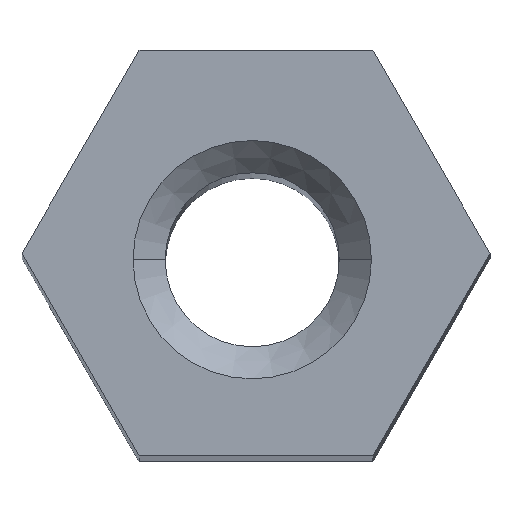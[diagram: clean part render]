
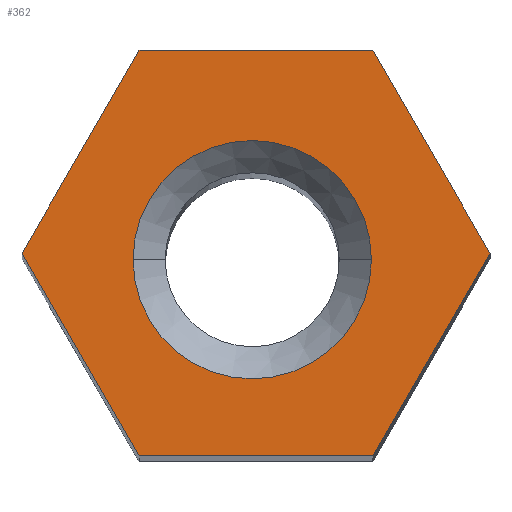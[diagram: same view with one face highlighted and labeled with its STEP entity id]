
A CAD part, top view. The second image highlights one B-rep face of the part: STEP entity #362.
In plain terms, the highlighted planar face has unit normal (0, 0, 1).
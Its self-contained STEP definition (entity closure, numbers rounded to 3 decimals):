
#10 = VECTOR ( 'NONE', #116, 1000. ) ;
#19 = LINE ( 'NONE', #73, #10 ) ;
#24 = EDGE_CURVE ( 'NONE', #138, #192, #167, .T. ) ;
#25 = DIRECTION ( 'NONE',  ( -0.5, 0.866, 0. ) ) ;
#27 = VECTOR ( 'NONE', #25, 1000. ) ;
#37 = CARTESIAN_POINT ( 'NONE',  ( -1.819, 3.15, 25.4 ) ) ;
#42 = EDGE_LOOP ( 'NONE', ( #194, #355, #282, #152, #256, #207 ) ) ;
#44 = CARTESIAN_POINT ( 'NONE',  ( -1.819, -3.15, 25.4 ) ) ;
#45 = PLANE ( 'NONE',  #178 ) ;
#46 = DIRECTION ( 'NONE',  ( 1., 0., 0. ) ) ;
#50 = EDGE_CURVE ( 'NONE', #57, #305, #62, .T. ) ;
#51 = VERTEX_POINT ( 'NONE', #271 ) ;
#57 = VERTEX_POINT ( 'NONE', #411 ) ;
#61 = CIRCLE ( 'NONE', #314, 1.853 ) ;
#62 = LINE ( 'NONE', #310, #403 ) ;
#73 = CARTESIAN_POINT ( 'NONE',  ( 1.819, -3.15, 25.4 ) ) ;
#74 = LINE ( 'NONE', #402, #432 ) ;
#77 = DIRECTION ( 'NONE',  ( 0., 0., 1. ) ) ;
#89 = DIRECTION ( 'NONE',  ( 0., 0., -1. ) ) ;
#93 = CARTESIAN_POINT ( 'NONE',  ( -0.059, -0.102, 25.4 ) ) ;
#97 = EDGE_CURVE ( 'NONE', #51, #210, #328, .T. ) ;
#110 = CARTESIAN_POINT ( 'NONE',  ( -3.637, 0., 25.4 ) ) ;
#111 = EDGE_CURVE ( 'NONE', #305, #138, #214, .T. ) ;
#112 = VECTOR ( 'NONE', #308, 1000. ) ;
#113 = CARTESIAN_POINT ( 'NONE',  ( 1.819, -3.15, 25.4 ) ) ;
#115 = EDGE_LOOP ( 'NONE', ( #133, #458 ) ) ;
#116 = DIRECTION ( 'NONE',  ( 0.5, 0.866, 0. ) ) ;
#118 = DIRECTION ( 'NONE',  ( 1., 0., 0. ) ) ;
#120 = EDGE_CURVE ( 'NONE', #454, #144, #19, .T. ) ;
#122 = LINE ( 'NONE', #184, #27 ) ;
#133 = ORIENTED_EDGE ( 'NONE', *, *, #97, .T. ) ;
#136 = FACE_BOUND ( 'NONE', #115, .T. ) ;
#138 = VERTEX_POINT ( 'NONE', #110 ) ;
#144 = VERTEX_POINT ( 'NONE', #241 ) ;
#152 = ORIENTED_EDGE ( 'NONE', *, *, #111, .T. ) ;
#158 = CARTESIAN_POINT ( 'NONE',  ( -3.637, 0., 25.4 ) ) ;
#167 = LINE ( 'NONE', #158, #303 ) ;
#178 = AXIS2_PLACEMENT_3D ( 'NONE', #341, #77, #46 ) ;
#180 = EDGE_CURVE ( 'NONE', #210, #51, #61, .T. ) ;
#184 = CARTESIAN_POINT ( 'NONE',  ( 3.637, 0., 25.4 ) ) ;
#192 = VERTEX_POINT ( 'NONE', #44 ) ;
#194 = ORIENTED_EDGE ( 'NONE', *, *, #120, .T. ) ;
#207 = ORIENTED_EDGE ( 'NONE', *, *, #435, .T. ) ;
#208 = DIRECTION ( 'NONE',  ( 1., 0., 0. ) ) ;
#210 = VERTEX_POINT ( 'NONE', #389 ) ;
#214 = LINE ( 'NONE', #37, #112 ) ;
#221 = DIRECTION ( 'NONE',  ( 1., 0., 0. ) ) ;
#233 = DIRECTION ( 'NONE',  ( -1., 0., 0. ) ) ;
#241 = CARTESIAN_POINT ( 'NONE',  ( 3.637, 0., 25.4 ) ) ;
#256 = ORIENTED_EDGE ( 'NONE', *, *, #24, .T. ) ;
#271 = CARTESIAN_POINT ( 'NONE',  ( 1.794, -0.102, 25.4 ) ) ;
#282 = ORIENTED_EDGE ( 'NONE', *, *, #50, .T. ) ;
#303 = VECTOR ( 'NONE', #414, 1000. ) ;
#305 = VERTEX_POINT ( 'NONE', #385 ) ;
#308 = DIRECTION ( 'NONE',  ( -0.5, -0.866, 0. ) ) ;
#310 = CARTESIAN_POINT ( 'NONE',  ( 1.819, 3.15, 25.4 ) ) ;
#314 = AXIS2_PLACEMENT_3D ( 'NONE', #93, #89, #208 ) ;
#324 = AXIS2_PLACEMENT_3D ( 'NONE', #339, #444, #118 ) ;
#328 = CIRCLE ( 'NONE', #324, 1.853 ) ;
#339 = CARTESIAN_POINT ( 'NONE',  ( -0.059, -0.102, 25.4 ) ) ;
#341 = CARTESIAN_POINT ( 'NONE',  ( 3.637, 0., 25.4 ) ) ;
#355 = ORIENTED_EDGE ( 'NONE', *, *, #451, .T. ) ;
#362 = ADVANCED_FACE ( 'NONE', ( #136, #425 ), #45, .T. ) ;
#385 = CARTESIAN_POINT ( 'NONE',  ( -1.819, 3.15, 25.4 ) ) ;
#389 = CARTESIAN_POINT ( 'NONE',  ( -1.911, -0.102, 25.4 ) ) ;
#402 = CARTESIAN_POINT ( 'NONE',  ( -1.819, -3.15, 25.4 ) ) ;
#403 = VECTOR ( 'NONE', #233, 1000. ) ;
#411 = CARTESIAN_POINT ( 'NONE',  ( 1.819, 3.15, 25.4 ) ) ;
#414 = DIRECTION ( 'NONE',  ( 0.5, -0.866, 0. ) ) ;
#425 = FACE_OUTER_BOUND ( 'NONE', #42, .T. ) ;
#432 = VECTOR ( 'NONE', #221, 1000. ) ;
#435 = EDGE_CURVE ( 'NONE', #192, #454, #74, .T. ) ;
#444 = DIRECTION ( 'NONE',  ( 0., 0., -1. ) ) ;
#451 = EDGE_CURVE ( 'NONE', #144, #57, #122, .T. ) ;
#454 = VERTEX_POINT ( 'NONE', #113 ) ;
#458 = ORIENTED_EDGE ( 'NONE', *, *, #180, .T. ) ;
